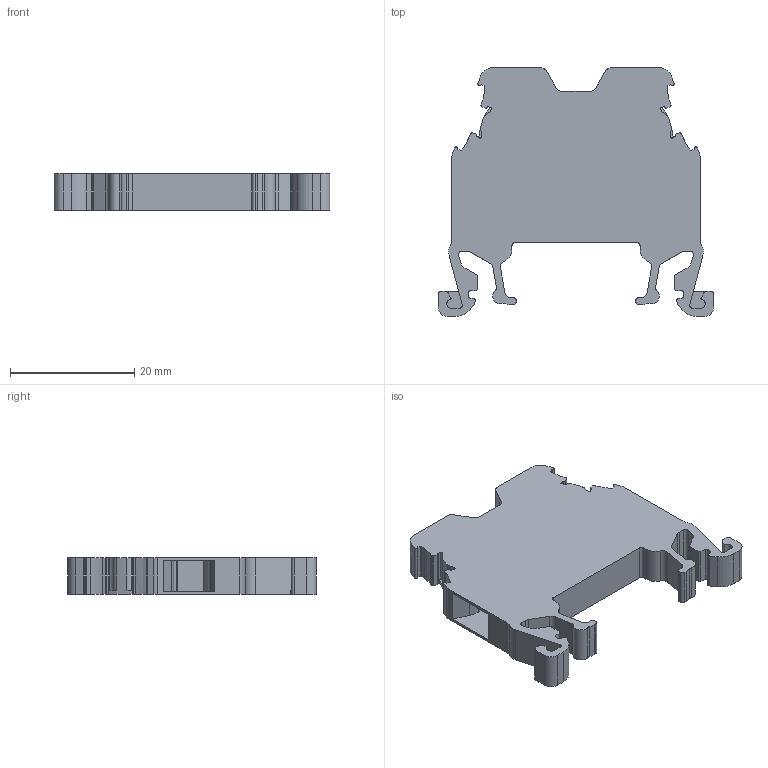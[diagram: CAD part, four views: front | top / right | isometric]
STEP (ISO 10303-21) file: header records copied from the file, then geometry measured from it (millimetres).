
FILE_DESCRIPTION (( 'STEP AP203' ), '1' );
FILE_NAME ('YENÝ MRK 2,5.STEP', '2018-11-01T10:56:13', ( '' ), ( '' ), 'SwSTEP 2.0', 'SolidWorks 2011', '' );
FILE_SCHEMA (( 'CONFIG_CONTROL_DESIGN' ));
Length unit declared in the file: millimetre
Products named in the file (1): YENÝ MRK 2,5
Bounding box: 44.33 x 40 x 5.9 mm (x, y, z)
Volume: 5894.3 mm3; surface area: 4424.5 mm2
Topology: 1 solids, 19 shells, 437 faces, 1177 edges, 784 vertices
Faces by surface type: plane 199, cylinder 180, torus 40, cone 14, bspline 4
Entity records: 14685 total; most frequent: CARTESIAN_POINT 3440, DIRECTION 2372, ORIENTED_EDGE 2354, EDGE_CURVE 1177, AXIS2_PLACEMENT_3D 861, VERTEX_POINT 784, LINE 650, VECTOR 650
